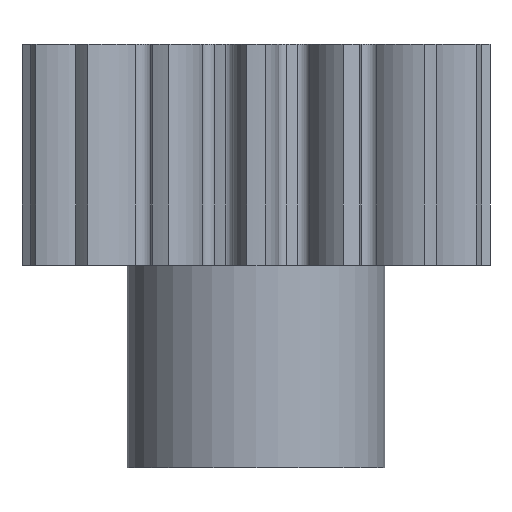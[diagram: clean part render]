
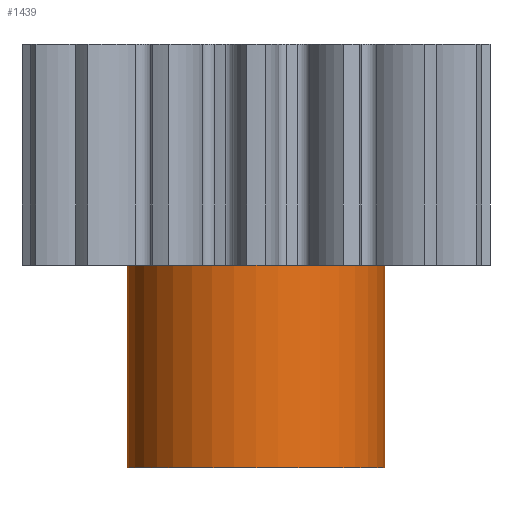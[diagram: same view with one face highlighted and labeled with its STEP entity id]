
A CAD part, front view. The second image highlights one B-rep face of the part: STEP entity #1439.
In plain terms, the highlighted cylindrical face has radius 7 mm (diameter 14 mm), a partial arc.
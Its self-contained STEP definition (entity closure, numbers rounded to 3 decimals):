
#6 = VERTEX_POINT ( 'NONE', #1374 ) ;
#8 = VERTEX_POINT ( 'NONE', #1416 ) ;
#12 = VERTEX_POINT ( 'NONE', #1413 ) ;
#13 = EDGE_CURVE ( 'NONE', #12, #6, #1261, .T. ) ;
#23 = VERTEX_POINT ( 'NONE', #1397 ) ;
#29 = EDGE_CURVE ( 'NONE', #23, #8, #1390, .T. ) ;
#563 = EDGE_CURVE ( 'NONE', #6, #8, #2415, .T. ) ;
#1261 = LINE ( 'NONE', #1313, #1312 ) ;
#1264 = ORIENTED_EDGE ( 'NONE', *, *, #13, .F. ) ;
#1311 = DIRECTION ( 'NONE',  ( 0., 0., 1. ) ) ;
#1312 = VECTOR ( 'NONE', #1311, 1000. ) ;
#1313 = CARTESIAN_POINT ( 'NONE',  ( -7., 0., -11. ) ) ;
#1355 = ORIENTED_EDGE ( 'NONE', *, *, #563, .F. ) ;
#1369 = ORIENTED_EDGE ( 'NONE', *, *, #29, .T. ) ;
#1371 = EDGE_CURVE ( 'NONE', #12, #23, #3490, .T. ) ;
#1374 = CARTESIAN_POINT ( 'NONE',  ( -7., 0., 0. ) ) ;
#1387 = DIRECTION ( 'NONE',  ( 0., 0., 1. ) ) ;
#1388 = VECTOR ( 'NONE', #1387, 1000. ) ;
#1389 = CARTESIAN_POINT ( 'NONE',  ( 7., 0., -11. ) ) ;
#1390 = LINE ( 'NONE', #1389, #1388 ) ;
#1397 = CARTESIAN_POINT ( 'NONE',  ( 7., 0., -11. ) ) ;
#1413 = CARTESIAN_POINT ( 'NONE',  ( -7., 0., -11. ) ) ;
#1416 = CARTESIAN_POINT ( 'NONE',  ( 7., 0., 0. ) ) ;
#1439 = ADVANCED_FACE ( 'NONE', ( #3542 ), #3435, .T. ) ;
#1441 = EDGE_LOOP ( 'NONE', ( #1264, #1442, #1369, #1355 ) ) ;
#1442 = ORIENTED_EDGE ( 'NONE', *, *, #1371, .T. ) ;
#2404 = DIRECTION ( 'NONE',  ( 1., 0., 0. ) ) ;
#2407 = CARTESIAN_POINT ( 'NONE',  ( 0., 0., 0. ) ) ;
#2415 = CIRCLE ( 'NONE', #2481, 7. ) ;
#2480 = DIRECTION ( 'NONE',  ( 0., 0., 1. ) ) ;
#2481 = AXIS2_PLACEMENT_3D ( 'NONE', #2407, #2480, #2404 ) ;
#3435 = CYLINDRICAL_SURFACE ( 'NONE', #3475, 7. ) ;
#3475 = AXIS2_PLACEMENT_3D ( 'NONE', #3482, #3481, #3483 ) ;
#3481 = DIRECTION ( 'NONE',  ( 0., 0., 1. ) ) ;
#3482 = CARTESIAN_POINT ( 'NONE',  ( 0., 0., -11. ) ) ;
#3483 = DIRECTION ( 'NONE',  ( 1., 0., 0. ) ) ;
#3490 = CIRCLE ( 'NONE', #3513, 7. ) ;
#3498 = DIRECTION ( 'NONE',  ( 1., 0., 0. ) ) ;
#3499 = DIRECTION ( 'NONE',  ( 0., 0., 1. ) ) ;
#3513 = AXIS2_PLACEMENT_3D ( 'NONE', #3516, #3499, #3498 ) ;
#3516 = CARTESIAN_POINT ( 'NONE',  ( 0., 0., -11. ) ) ;
#3542 = FACE_OUTER_BOUND ( 'NONE', #1441, .T. ) ;
